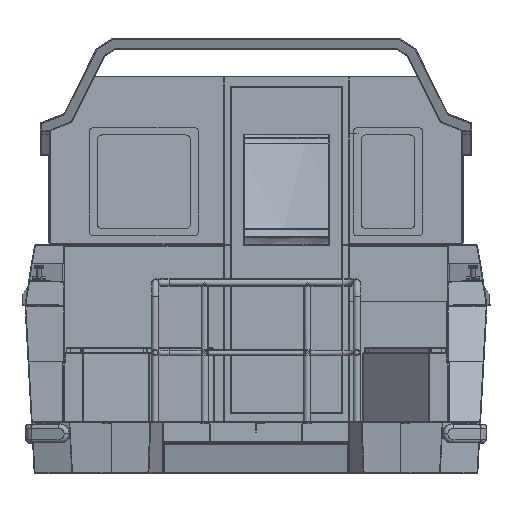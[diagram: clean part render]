
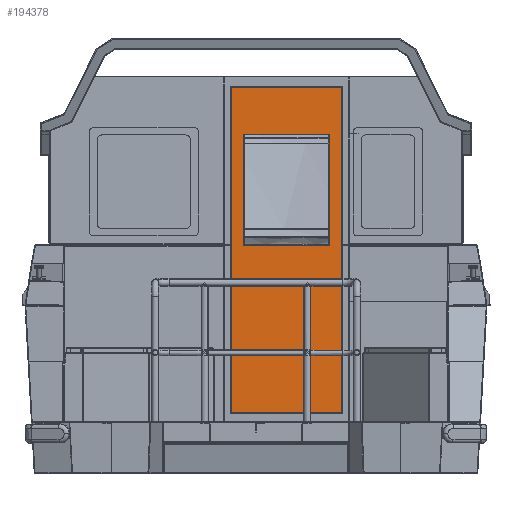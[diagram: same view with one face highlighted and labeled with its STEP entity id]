
A CAD part, left-side view. The second image highlights one B-rep face of the part: STEP entity #194378.
In plain terms, the highlighted planar face has unit normal (-1, 0, 0).
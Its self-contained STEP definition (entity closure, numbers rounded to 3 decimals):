
#71685 = VERTEX_POINT('',#71686);
#71686 = CARTESIAN_POINT('',(2990.,137.5,2550.));
#71692 = EDGE_CURVE('',#71693,#71685,#71695,.T.);
#71693 = VERTEX_POINT('',#71694);
#71694 = CARTESIAN_POINT('',(2990.,-462.5,2550.));
#71695 = LINE('',#71696,#71697);
#71696 = CARTESIAN_POINT('',(2990.,-462.5,2550.));
#71697 = VECTOR('',#71698,1.);
#71698 = DIRECTION('',(0.,1.,0.));
#71749 = EDGE_CURVE('',#71750,#71693,#71752,.T.);
#71750 = VERTEX_POINT('',#71751);
#71751 = CARTESIAN_POINT('',(2990.,-462.5,800.));
#71752 = LINE('',#71753,#71754);
#71753 = CARTESIAN_POINT('',(2990.,-462.5,800.));
#71754 = VECTOR('',#71755,1.);
#71755 = DIRECTION('',(0.,0.,1.));
#194238 = VERTEX_POINT('',#194239);
#194239 = CARTESIAN_POINT('',(2990.,62.5,2289.564));
#194245 = EDGE_CURVE('',#194246,#194238,#194248,.T.);
#194246 = VERTEX_POINT('',#194247);
#194247 = CARTESIAN_POINT('',(2990.,62.5,1700.));
#194248 = LINE('',#194249,#194250);
#194249 = CARTESIAN_POINT('',(2990.,62.5,1700.));
#194250 = VECTOR('',#194251,1.);
#194251 = DIRECTION('',(0.,0.,1.));
#194269 = EDGE_CURVE('',#194270,#194246,#194272,.T.);
#194270 = VERTEX_POINT('',#194271);
#194271 = CARTESIAN_POINT('',(2990.,-387.5,1700.));
#194272 = LINE('',#194273,#194274);
#194273 = CARTESIAN_POINT('',(2990.,-387.5,1700.));
#194274 = VECTOR('',#194275,1.);
#194275 = DIRECTION('',(0.,1.,0.));
#194293 = EDGE_CURVE('',#194294,#194270,#194296,.T.);
#194294 = VERTEX_POINT('',#194295);
#194295 = CARTESIAN_POINT('',(2990.,-387.5,2289.564));
#194296 = LINE('',#194297,#194298);
#194297 = CARTESIAN_POINT('',(2990.,-387.5,2289.564));
#194298 = VECTOR('',#194299,1.);
#194299 = DIRECTION('',(0.,0.,-1.));
#194317 = EDGE_CURVE('',#194238,#194294,#194318,.T.);
#194318 = LINE('',#194319,#194320);
#194319 = CARTESIAN_POINT('',(2990.,62.5,2289.564));
#194320 = VECTOR('',#194321,1.);
#194321 = DIRECTION('',(0.,-1.,0.));
#194335 = EDGE_CURVE('',#194336,#71750,#194338,.T.);
#194336 = VERTEX_POINT('',#194337);
#194337 = CARTESIAN_POINT('',(2990.,137.5,800.));
#194338 = LINE('',#194339,#194340);
#194339 = CARTESIAN_POINT('',(2990.,137.5,800.));
#194340 = VECTOR('',#194341,1.);
#194341 = DIRECTION('',(0.,-1.,0.));
#194365 = EDGE_CURVE('',#71685,#194336,#194366,.T.);
#194366 = LINE('',#194367,#194368);
#194367 = CARTESIAN_POINT('',(2990.,137.5,2550.));
#194368 = VECTOR('',#194369,1.);
#194369 = DIRECTION('',(0.,0.,-1.));
#194378 = ADVANCED_FACE('',(#194379,#194385),#194391,.T.);
#194379 = FACE_BOUND('',#194380,.T.);
#194380 = EDGE_LOOP('',(#194381,#194382,#194383,#194384));
#194381 = ORIENTED_EDGE('',*,*,#71749,.T.);
#194382 = ORIENTED_EDGE('',*,*,#71692,.T.);
#194383 = ORIENTED_EDGE('',*,*,#194365,.T.);
#194384 = ORIENTED_EDGE('',*,*,#194335,.T.);
#194385 = FACE_BOUND('',#194386,.T.);
#194386 = EDGE_LOOP('',(#194387,#194388,#194389,#194390));
#194387 = ORIENTED_EDGE('',*,*,#194317,.T.);
#194388 = ORIENTED_EDGE('',*,*,#194293,.T.);
#194389 = ORIENTED_EDGE('',*,*,#194269,.T.);
#194390 = ORIENTED_EDGE('',*,*,#194245,.T.);
#194391 = PLANE('',#194392);
#194392 = AXIS2_PLACEMENT_3D('',#194393,#194394,#194395);
#194393 = CARTESIAN_POINT('',(2990.,-162.5,1675.));
#194394 = DIRECTION('',(-1.,0.,0.));
#194395 = DIRECTION('',(0.,0.,1.));
